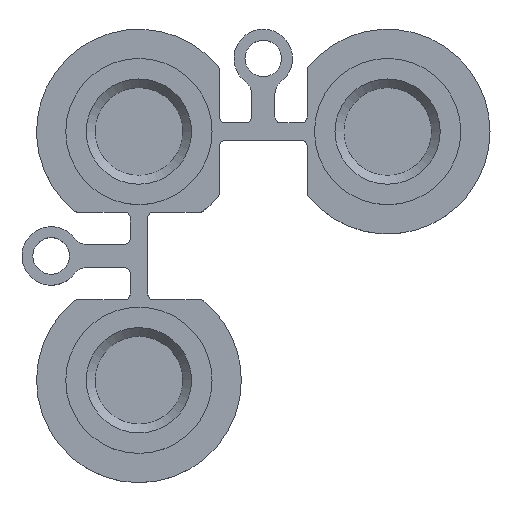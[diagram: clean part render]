
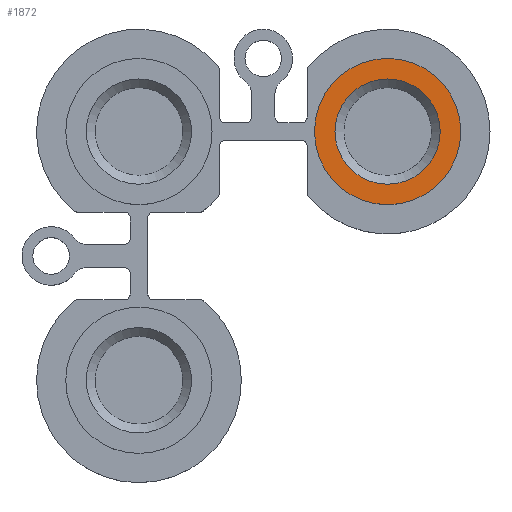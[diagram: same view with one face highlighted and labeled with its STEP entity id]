
A CAD part, top view. The second image highlights one B-rep face of the part: STEP entity #1872.
In plain terms, the highlighted planar face has unit normal (0, 0, 1).
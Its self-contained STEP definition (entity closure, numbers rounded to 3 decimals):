
#1822=CARTESIAN_POINT('',(12.,0.,1.4));
#1823=VERTEX_POINT('',#1822);
#1830=CARTESIAN_POINT('',(22.,-0.,1.4));
#1831=VERTEX_POINT('',#1830);
#1832=CARTESIAN_POINT('',(17.,0.,1.4));
#1833=DIRECTION('',(0.,0.,1.));
#1834=DIRECTION('',(1.,0.,-0.));
#1835=AXIS2_PLACEMENT_3D('',#1832,#1833,#1834);
#1836=CIRCLE('',#1835,5.);
#1837=EDGE_CURVE('',#1831,#1823,#1836,.T.);
#1839=CARTESIAN_POINT('',(17.,0.,1.4));
#1840=DIRECTION('',(0.,0.,1.));
#1841=DIRECTION('',(1.,0.,-0.));
#1842=AXIS2_PLACEMENT_3D('',#1839,#1840,#1841);
#1843=CIRCLE('',#1842,5.);
#1844=EDGE_CURVE('',#1823,#1831,#1843,.T.);
#1852=CARTESIAN_POINT('',(0.,0.,1.4));
#1853=DIRECTION('',(0.,0.,1.));
#1854=DIRECTION('',(1.,0.,0.));
#1855=AXIS2_PLACEMENT_3D('',#1852,#1853,#1854);
#1856=PLANE('',#1855);
#1857=CARTESIAN_POINT('',(20.6,0.,1.4));
#1858=VERTEX_POINT('',#1857);
#1859=CARTESIAN_POINT('',(17.,0.,1.4));
#1860=DIRECTION('',(-0.,-0.,-1.));
#1861=DIRECTION('',(1.,0.,-0.));
#1862=AXIS2_PLACEMENT_3D('',#1859,#1860,#1861);
#1863=CIRCLE('',#1862,3.6);
#1864=EDGE_CURVE('',#1858,#1858,#1863,.T.);
#1865=ORIENTED_EDGE('',*,*,#1864,.T.);
#1866=EDGE_LOOP('',(#1865));
#1867=FACE_BOUND('',#1866,.T.);
#1868=ORIENTED_EDGE('',*,*,#1837,.T.);
#1869=ORIENTED_EDGE('',*,*,#1844,.T.);
#1870=EDGE_LOOP('',(#1868,#1869));
#1871=FACE_BOUND('',#1870,.T.);
#1872=ADVANCED_FACE('',(#1867,#1871),#1856,.T.);
